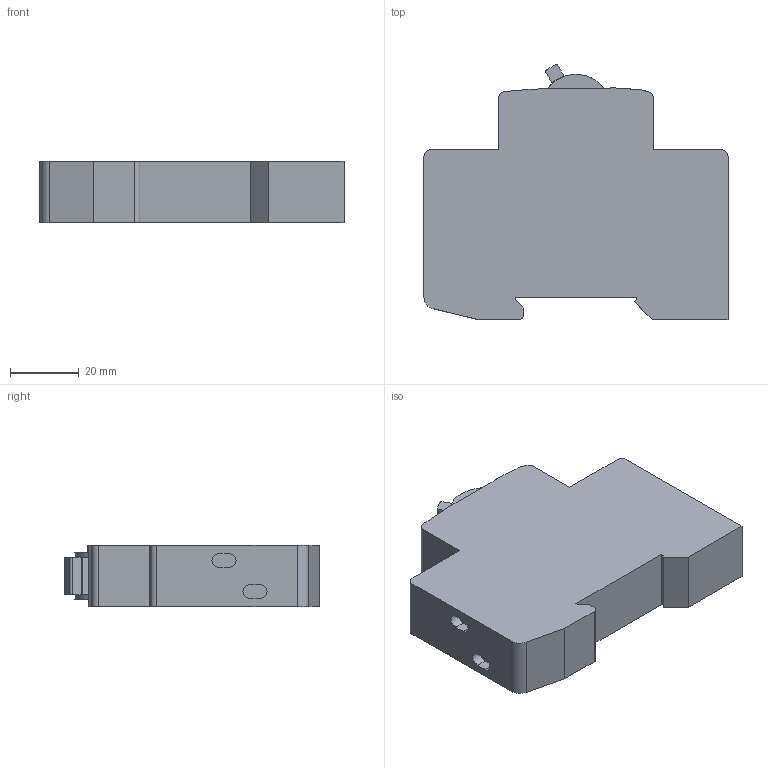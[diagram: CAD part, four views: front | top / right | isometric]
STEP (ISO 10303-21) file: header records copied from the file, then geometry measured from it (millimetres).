
FILE_DESCRIPTION((''),'2;1');
FILE_NAME('ETIMAT_1N','2017-05-24T',('tadej.drnovsek'),('Audax d.o.o.'),'CREO PARAMETRIC BY PTC INC, 2017020','CREO PARAMETRIC BY PTC INC, 2017020','');
FILE_SCHEMA(('AUTOMOTIVE_DESIGN { 1 0 10303 214 1 1 1 1 }'));
Length unit declared in the file: millimetre
Products named in the file (1): ETIMAT_1N
Bounding box: 88.2 x 73.97 x 17.9 mm (x, y, z)
Volume: 86129.7 mm3; surface area: 16985.4 mm2
Topology: 1 solids, 1 shells, 261 faces, 724 edges, 480 vertices
Faces by surface type: plane 189, cylinder 35, extrusion 29, sphere 8
Entity records: 11565 total; most frequent: CARTESIAN_POINT 1995, ORIENTED_EDGE 1448, DIRECTION 1312, PRESENTATION_STYLE_ASSIGNMENT 765, STYLED_ITEM 725, CURVE_STYLE 724, EDGE_CURVE 724, VECTOR 534
